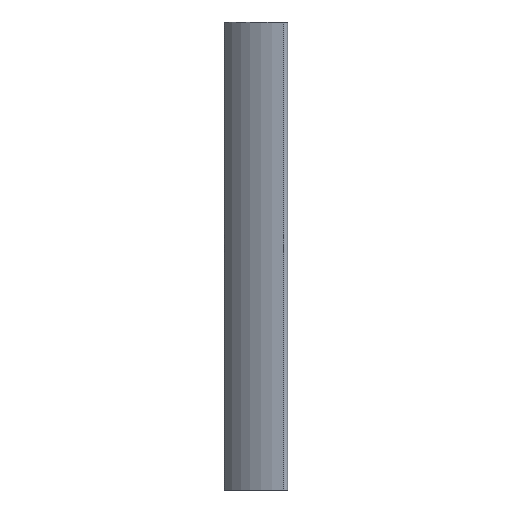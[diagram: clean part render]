
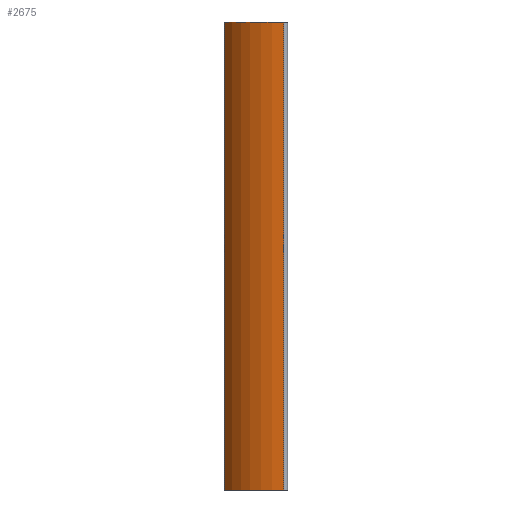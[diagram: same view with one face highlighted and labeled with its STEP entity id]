
A CAD part, left-side view. The second image highlights one B-rep face of the part: STEP entity #2675.
In plain terms, the highlighted cylindrical face has radius 80 mm (diameter 160 mm), a partial arc.
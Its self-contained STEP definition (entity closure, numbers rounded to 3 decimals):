
#7 = VECTOR ( 'NONE', #20, 1000. ) ;
#9 = CARTESIAN_POINT ( 'NONE',  ( -29275.2, -24222.404, 500. ) ) ;
#10 = LINE ( 'NONE', #9, #7 ) ;
#11 = DIRECTION ( 'NONE',  ( 0., 0., -1. ) ) ;
#14 = CARTESIAN_POINT ( 'NONE',  ( -29195.311, -24226.614, 500. ) ) ;
#16 = CYLINDRICAL_SURFACE ( 'NONE', #24, 80. ) ;
#20 = DIRECTION ( 'NONE',  ( 0., 0., -1. ) ) ;
#23 = DIRECTION ( 'NONE',  ( -1., 0., 0. ) ) ;
#24 = AXIS2_PLACEMENT_3D ( 'NONE', #14, #11, #23 ) ;
#84 = FACE_OUTER_BOUND ( 'NONE', #2364, .T. ) ;
#125 = DIRECTION ( 'NONE',  ( 1., 0., 0. ) ) ;
#129 = AXIS2_PLACEMENT_3D ( 'NONE', #137, #133, #125 ) ;
#132 = CIRCLE ( 'NONE', #129, 80. ) ;
#133 = DIRECTION ( 'NONE',  ( 0., 0., 1. ) ) ;
#137 = CARTESIAN_POINT ( 'NONE',  ( -29195.311, -24226.614, 0. ) ) ;
#138 = CARTESIAN_POINT ( 'NONE',  ( -29275.2, -24222.404, 0. ) ) ;
#139 = CARTESIAN_POINT ( 'NONE',  ( -29238.902, -24159.534, 0. ) ) ;
#1688 = DIRECTION ( 'NONE',  ( 0., 0., -1. ) ) ;
#1689 = VECTOR ( 'NONE', #1688, 1000. ) ;
#1690 = LINE ( 'NONE', #1694, #1689 ) ;
#1694 = CARTESIAN_POINT ( 'NONE',  ( -29238.902, -24159.534, 500. ) ) ;
#1922 = VERTEX_POINT ( 'NONE', #3606 ) ;
#1954 = VERTEX_POINT ( 'NONE', #3667 ) ;
#2021 = EDGE_CURVE ( 'NONE', #1954, #1922, #4118, .T. ) ;
#2359 = EDGE_CURVE ( 'NONE', #1954, #2594, #1690, .T. ) ;
#2364 = EDGE_LOOP ( 'NONE', ( #2676, #2682, #2377, #2376 ) ) ;
#2376 = ORIENTED_EDGE ( 'NONE', *, *, #2359, .T. ) ;
#2377 = ORIENTED_EDGE ( 'NONE', *, *, #2021, .F. ) ;
#2592 = VERTEX_POINT ( 'NONE', #138 ) ;
#2594 = VERTEX_POINT ( 'NONE', #139 ) ;
#2598 = EDGE_CURVE ( 'NONE', #2594, #2592, #132, .T. ) ;
#2675 = ADVANCED_FACE ( 'NONE', ( #84 ), #16, .T. ) ;
#2676 = ORIENTED_EDGE ( 'NONE', *, *, #2598, .T. ) ;
#2681 = EDGE_CURVE ( 'NONE', #1922, #2592, #10, .T. ) ;
#2682 = ORIENTED_EDGE ( 'NONE', *, *, #2681, .F. ) ;
#3606 = CARTESIAN_POINT ( 'NONE',  ( -29275.2, -24222.404, 500. ) ) ;
#3667 = CARTESIAN_POINT ( 'NONE',  ( -29238.902, -24159.534, 500. ) ) ;
#4114 = DIRECTION ( 'NONE',  ( 1., 0., 0. ) ) ;
#4115 = DIRECTION ( 'NONE',  ( 0., 0., 1. ) ) ;
#4116 = CARTESIAN_POINT ( 'NONE',  ( -29195.311, -24226.614, 500. ) ) ;
#4117 = AXIS2_PLACEMENT_3D ( 'NONE', #4116, #4115, #4114 ) ;
#4118 = CIRCLE ( 'NONE', #4117, 80. ) ;
